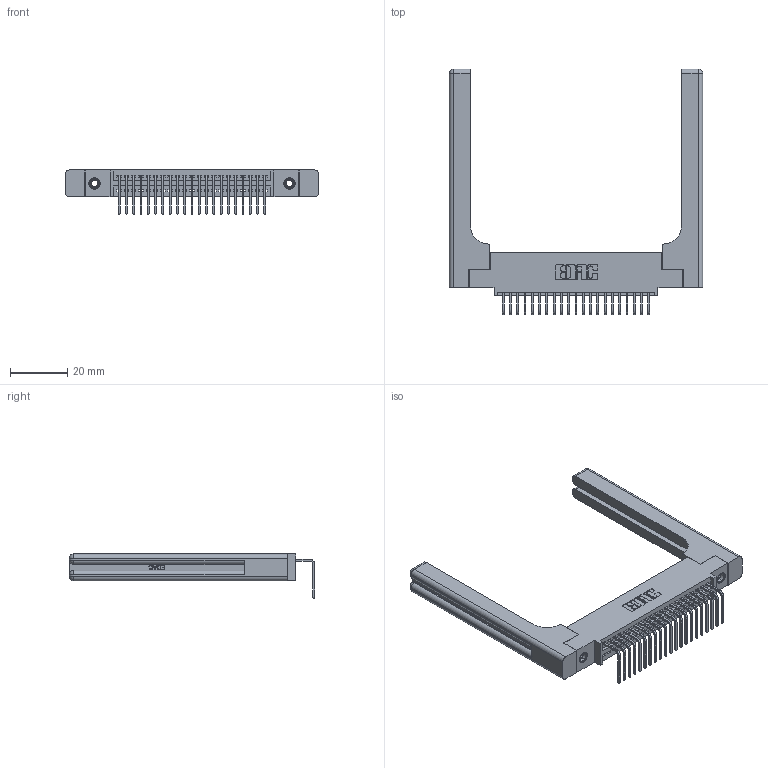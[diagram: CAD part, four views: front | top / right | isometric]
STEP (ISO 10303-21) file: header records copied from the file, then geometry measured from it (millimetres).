
FILE_DESCRIPTION (( 'STEP AP203' ), '1' );
FILE_NAME ('345-021-558-458.STEP', '2019-10-10T12:53:02', ( '' ), ( '' ), 'SwSTEP 2.0', 'SolidWorks 2016', '' );
FILE_SCHEMA (( 'CONFIG_CONTROL_DESIGN' ));
Length unit declared in the file: inch
Products named in the file (5): 345-250-001_345-250-001-102; 345-220-058_345-220-058; 345-021-558-458; 345 Part_0.110 Offset - 0.156 Dia-TH; 345-292-001_558 Tail - 2
Assembly tree (26 placements, depth 2):
  345-021-558-458
    345 Part_0.110 Offset - 0.156 Dia-TH
    345-292-001_558 Tail - 2  x21
    345-250-001_345-250-001-102  x2
    345-220-058_345-220-058  x2
Bounding box: 88.37 x 85.59 x 15.37 mm (x, y, z)
Volume: 16722.7 mm3; surface area: 16433.8 mm2
Topology: 26 solids, 26 shells, 1646 faces, 4841 edges, 3178 vertices
Faces by surface type: plane 1114, cylinder 472, bspline 36, cone 12, sphere 8, torus 4
Entity records: 24030 total; most frequent: CARTESIAN_POINT 5136, ORIENTED_EDGE 3888, DIRECTION 3462, EDGE_CURVE 1944, LINE 1636, VECTOR 1636, VERTEX_POINT 1286, AXIS2_PLACEMENT_3D 913
